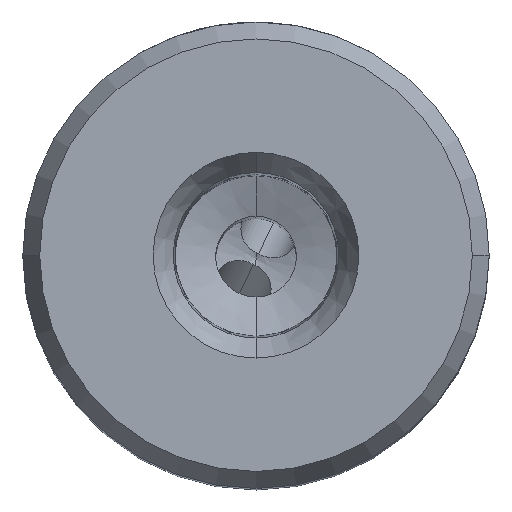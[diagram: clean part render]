
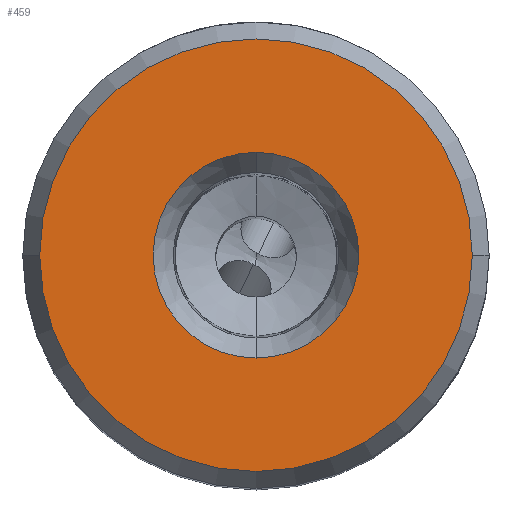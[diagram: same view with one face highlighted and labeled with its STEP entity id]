
A CAD part, top view. The second image highlights one B-rep face of the part: STEP entity #459.
In plain terms, the highlighted planar face has unit normal (0, 0, 1).
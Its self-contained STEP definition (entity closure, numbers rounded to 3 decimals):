
#56=FACE_BOUND('',#773,.T.);
#57=FACE_BOUND('',#774,.T.);
#164=PLANE('',#2956);
#196=CIRCLE('',#2950,7.);
#197=CIRCLE('',#2952,7.);
#198=CIRCLE('',#2954,14.72);
#199=CIRCLE('',#2955,14.72);
#459=ADVANCED_FACE('',(#56,#57),#164,.T.);
#773=EDGE_LOOP('',(#1065,#1066));
#774=EDGE_LOOP('',(#1067,#1068));
#1065=ORIENTED_EDGE('',*,*,#2213,.T.);
#1066=ORIENTED_EDGE('',*,*,#2214,.T.);
#1067=ORIENTED_EDGE('',*,*,#2215,.T.);
#1068=ORIENTED_EDGE('',*,*,#2216,.T.);
#1880=VERTEX_POINT('',#5144);
#1881=VERTEX_POINT('',#5146);
#1882=VERTEX_POINT('',#5152);
#1883=VERTEX_POINT('',#5153);
#2213=EDGE_CURVE('',#1880,#1881,#196,.T.);
#2214=EDGE_CURVE('',#1881,#1880,#197,.T.);
#2215=EDGE_CURVE('',#1882,#1883,#198,.T.);
#2216=EDGE_CURVE('',#1883,#1882,#199,.T.);
#2950=AXIS2_PLACEMENT_3D('',#5147,#3260,#3261);
#2952=AXIS2_PLACEMENT_3D('',#5149,#3264,#3265);
#2954=AXIS2_PLACEMENT_3D('',#5151,#3268,#3269);
#2955=AXIS2_PLACEMENT_3D('',#5154,#3270,#3271);
#2956=AXIS2_PLACEMENT_3D('',#5155,#3272,#3273);
#3260=DIRECTION('',(0.,0.,-1.));
#3261=DIRECTION('',(0.,-1.,0.));
#3264=DIRECTION('',(0.,0.,-1.));
#3265=DIRECTION('',(0.,1.,0.));
#3268=DIRECTION('',(0.,0.,1.));
#3269=DIRECTION('',(-1.,0.,0.));
#3270=DIRECTION('',(0.,0.,1.));
#3271=DIRECTION('',(1.,0.,0.));
#3272=DIRECTION('',(0.,0.,1.));
#3273=DIRECTION('',(-1.,0.,0.));
#5144=CARTESIAN_POINT('',(0.,-7.,30.2));
#5146=CARTESIAN_POINT('',(0.,7.,30.2));
#5147=CARTESIAN_POINT('',(0.,0.,30.2));
#5149=CARTESIAN_POINT('',(0.,0.,30.2));
#5151=CARTESIAN_POINT('',(0.,0.,30.2));
#5152=CARTESIAN_POINT('',(-14.72,0.,30.2));
#5153=CARTESIAN_POINT('',(14.72,0.,30.2));
#5154=CARTESIAN_POINT('',(0.,0.,30.2));
#5155=CARTESIAN_POINT('',(0.,0.,30.2));
